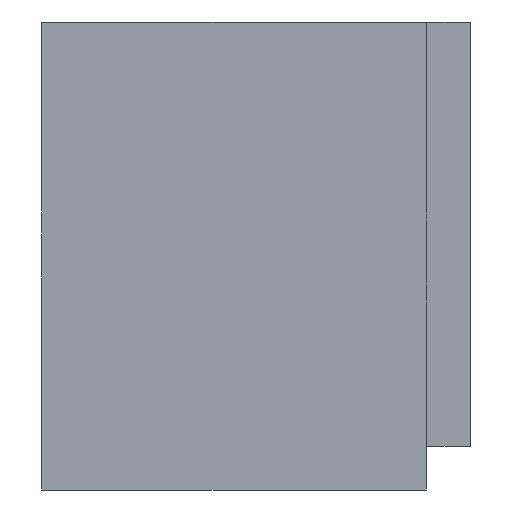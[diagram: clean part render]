
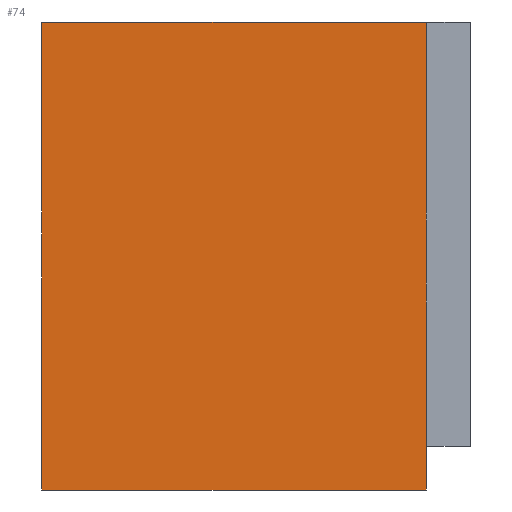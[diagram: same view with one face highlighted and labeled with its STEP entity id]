
A CAD part, left-side view. The second image highlights one B-rep face of the part: STEP entity #74.
In plain terms, the highlighted planar face has unit normal (-1, 0, 0).
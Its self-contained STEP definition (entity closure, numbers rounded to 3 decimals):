
#74 = ADVANCED_FACE( '', ( #154 ), #155, .F. );
#154 = FACE_OUTER_BOUND( '', #231, .T. );
#155 = PLANE( '', #232 );
#231 = EDGE_LOOP( '', ( #377, #378, #379, #380 ) );
#232 = AXIS2_PLACEMENT_3D( '', #381, #382, #383 );
#377 = ORIENTED_EDGE( '', *, *, #453, .T. );
#378 = ORIENTED_EDGE( '', *, *, #473, .F. );
#379 = ORIENTED_EDGE( '', *, *, #449, .F. );
#380 = ORIENTED_EDGE( '', *, *, #461, .T. );
#381 = CARTESIAN_POINT( '', ( -74.95, -35., 21.3 ) );
#382 = DIRECTION( '', ( 1., 0., 0. ) );
#383 = DIRECTION( '', ( 0., 0., -1. ) );
#449 = EDGE_CURVE( '', #535, #537, #538, .T. );
#453 = EDGE_CURVE( '', #543, #544, #545, .T. );
#461 = EDGE_CURVE( '', #535, #543, #554, .T. );
#473 = EDGE_CURVE( '', #537, #544, #569, .T. );
#535 = VERTEX_POINT( '', #650 );
#537 = VERTEX_POINT( '', #653 );
#538 = LINE( '', #654, #655 );
#543 = VERTEX_POINT( '', #661 );
#544 = VERTEX_POINT( '', #662 );
#545 = LINE( '', #663, #664 );
#554 = LINE( '', #679, #680 );
#569 = LINE( '', #699, #700 );
#650 = CARTESIAN_POINT( '', ( -74.95, -35., 21.3 ) );
#653 = CARTESIAN_POINT( '', ( -74.95, -35., -21.3 ) );
#654 = CARTESIAN_POINT( '', ( -74.95, -35., 21.3 ) );
#655 = VECTOR( '', #743, 1000. );
#661 = CARTESIAN_POINT( '', ( -74.95, 0., 21.3 ) );
#662 = CARTESIAN_POINT( '', ( -74.95, 0., -21.3 ) );
#663 = CARTESIAN_POINT( '', ( -74.95, 0., 21.3 ) );
#664 = VECTOR( '', #748, 1000. );
#679 = CARTESIAN_POINT( '', ( -74.95, -35., 21.3 ) );
#680 = VECTOR( '', #755, 1000. );
#699 = CARTESIAN_POINT( '', ( -74.95, -35., -21.3 ) );
#700 = VECTOR( '', #766, 1000. );
#743 = DIRECTION( '', ( 0., 0., -1. ) );
#748 = DIRECTION( '', ( 0., 0., -1. ) );
#755 = DIRECTION( '', ( 0., 1., 0. ) );
#766 = DIRECTION( '', ( 0., 1., 0. ) );
